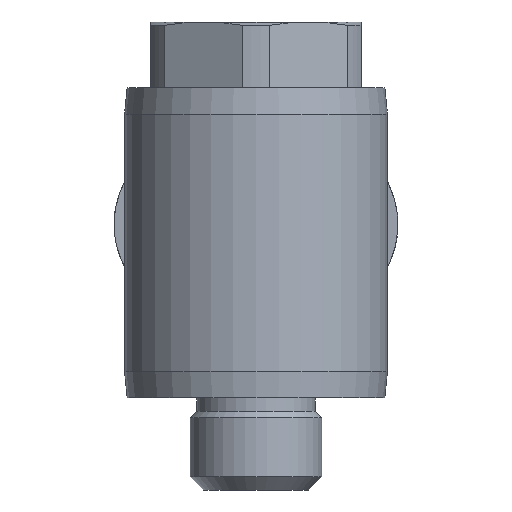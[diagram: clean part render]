
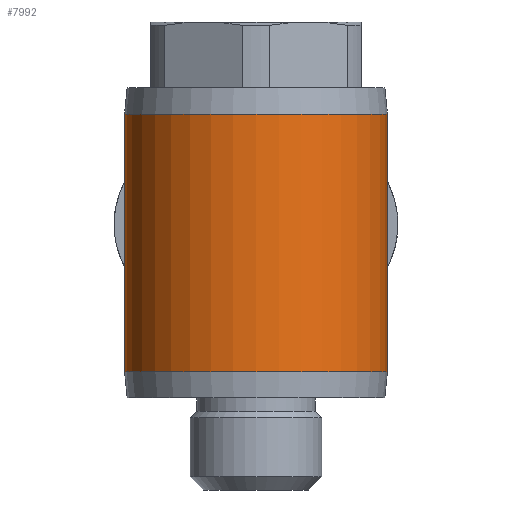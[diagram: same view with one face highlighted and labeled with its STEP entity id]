
A CAD part, left-side view. The second image highlights one B-rep face of the part: STEP entity #7992.
In plain terms, the highlighted cylindrical face has radius 5 mm (diameter 10 mm), a full revolution.
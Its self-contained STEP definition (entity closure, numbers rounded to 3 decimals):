
#87=CYLINDRICAL_SURFACE('',#8506,5.);
#123=B_SPLINE_CURVE_WITH_KNOTS('',3,(#13183,#13184,#13185,#13186,#13187,
#13188,#13189,#13190,#13191,#13192,#13193,#13194,#13195,#13196,#13197,#13198,
#13199,#13200,#13201),.UNSPECIFIED.,.T.,.F.,(1,1,1,1,1,1,1,1,1,1,1,1,1,
1,1,1,1,1,1,1,1,1,1),(-0.004,-0.002,-0.001,
0.,0.001,0.002,0.004,0.005,
0.006,0.007,0.009,0.01,
0.011,0.012,0.014,0.015,
0.016,0.017,0.019,0.02,
0.021,0.022,0.024),.UNSPECIFIED.);
#224=CIRCLE('',#8507,5.);
#225=CIRCLE('',#8508,5.);
#2453=ORIENTED_EDGE('',*,*,#3589,.F.);
#2454=ORIENTED_EDGE('',*,*,#3590,.T.);
#2455=ORIENTED_EDGE('',*,*,#3591,.F.);
#3589=EDGE_CURVE('',#4347,#4347,#123,.T.);
#3590=EDGE_CURVE('',#4348,#4348,#224,.T.);
#3591=EDGE_CURVE('',#4349,#4349,#225,.T.);
#4347=VERTEX_POINT('',#13202);
#4348=VERTEX_POINT('',#13204);
#4349=VERTEX_POINT('',#13206);
#6763=EDGE_LOOP('',(#2453));
#6764=EDGE_LOOP('',(#2454));
#6765=EDGE_LOOP('',(#2455));
#7223=FACE_BOUND('',#6763,.T.);
#7224=FACE_BOUND('',#6764,.T.);
#7225=FACE_BOUND('',#6765,.T.);
#7992=ADVANCED_FACE('',(#7223,#7224,#7225),#87,.T.);
#8506=AXIS2_PLACEMENT_3D('',#13182,#10489,#10490);
#8507=AXIS2_PLACEMENT_3D('',#13203,#10491,#10492);
#8508=AXIS2_PLACEMENT_3D('',#13205,#10493,#10494);
#10489=DIRECTION('',(0.,0.,1.));
#10490=DIRECTION('',(-1.,0.,0.));
#10491=DIRECTION('',(0.,0.,1.));
#10492=DIRECTION('',(-1.,0.,0.));
#10493=DIRECTION('',(0.,0.,1.));
#10494=DIRECTION('',(-1.,0.,0.));
#13182=CARTESIAN_POINT('',(-3.1,0.,-0.7));
#13183=CARTESIAN_POINT('',(-7.988,1.254,-2.924));
#13184=CARTESIAN_POINT('',(-8.156,-0.001,-3.187));
#13185=CARTESIAN_POINT('',(-7.989,-1.249,-2.926));
#13186=CARTESIAN_POINT('',(-7.599,-2.25,-2.239));
#13187=CARTESIAN_POINT('',(-7.171,-2.922,-1.254));
#13188=CARTESIAN_POINT('',(-6.95,-3.188,-0.005));
#13189=CARTESIAN_POINT('',(-7.167,-2.928,1.241));
#13190=CARTESIAN_POINT('',(-7.597,-2.253,2.236));
#13191=CARTESIAN_POINT('',(-7.987,-1.256,2.923));
#13192=CARTESIAN_POINT('',(-8.155,-0.009,3.187));
#13193=CARTESIAN_POINT('',(-7.991,1.245,2.929));
#13194=CARTESIAN_POINT('',(-7.6,2.248,2.241));
#13195=CARTESIAN_POINT('',(-7.171,2.922,1.254));
#13196=CARTESIAN_POINT('',(-6.95,3.188,0.006));
#13197=CARTESIAN_POINT('',(-7.167,2.927,-1.243));
#13198=CARTESIAN_POINT('',(-7.598,2.251,-2.237));
#13199=CARTESIAN_POINT('',(-7.988,1.254,-2.924));
#13200=CARTESIAN_POINT('',(-8.156,-0.001,-3.187));
#13201=CARTESIAN_POINT('',(-7.989,-1.249,-2.926));
#13202=CARTESIAN_POINT('',(-8.1,0.,-3.1));
#13203=CARTESIAN_POINT('',(-3.1,0.,-5.6));
#13204=CARTESIAN_POINT('',(-8.1,0.,-5.6));
#13205=CARTESIAN_POINT('',(-3.1,0.,4.2));
#13206=CARTESIAN_POINT('',(-8.1,0.,4.2));
